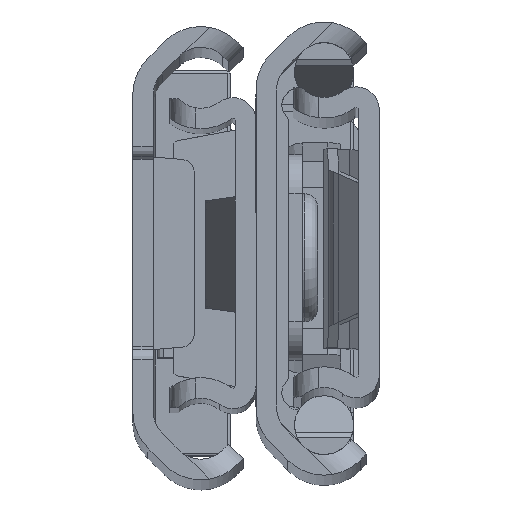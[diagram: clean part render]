
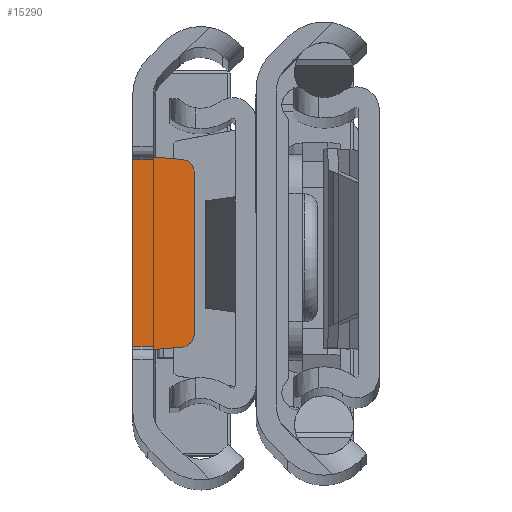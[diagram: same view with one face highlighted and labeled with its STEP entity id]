
A CAD part, top view. The second image highlights one B-rep face of the part: STEP entity #15290.
In plain terms, the highlighted planar face has unit normal (0, 0, 1).
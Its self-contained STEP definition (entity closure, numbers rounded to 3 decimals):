
#112 = AXIS2_PLACEMENT_3D ( 'NONE', #5869, #5766, #13728 ) ;
#411 = ORIENTED_EDGE ( 'NONE', *, *, #5612, .T. ) ;
#699 = LINE ( 'NONE', #19839, #19404 ) ;
#1615 = DIRECTION ( 'NONE',  ( 0., -1., 0. ) ) ;
#1655 = VERTEX_POINT ( 'NONE', #17255 ) ;
#1755 = DIRECTION ( 'NONE',  ( 0., 1., 0. ) ) ;
#1784 = DIRECTION ( 'NONE',  ( 0., -1., 0. ) ) ;
#2520 = CARTESIAN_POINT ( 'NONE',  ( 4.8, -7.23, -3.9 ) ) ;
#2825 = ORIENTED_EDGE ( 'NONE', *, *, #20465, .T. ) ;
#3314 = EDGE_CURVE ( 'NONE', #13589, #14941, #12390, .T. ) ;
#3813 = DIRECTION ( 'NONE',  ( -0.996, 0.084, 0. ) ) ;
#3965 = AXIS2_PLACEMENT_3D ( 'NONE', #15548, #15961, #1784 ) ;
#4886 = PLANE ( 'NONE',  #3965 ) ;
#5042 = VERTEX_POINT ( 'NONE', #7784 ) ;
#5612 = EDGE_CURVE ( 'NONE', #13857, #1655, #699, .T. ) ;
#5766 = DIRECTION ( 'NONE',  ( 0., 0., 1. ) ) ;
#5869 = CARTESIAN_POINT ( 'NONE',  ( 3.8, 6.311, -3.9 ) ) ;
#5932 = ORIENTED_EDGE ( 'NONE', *, *, #3314, .T. ) ;
#5938 = VECTOR ( 'NONE', #18606, 1000. ) ;
#6286 = CARTESIAN_POINT ( 'NONE',  ( 4.8, 6.311, -3.9 ) ) ;
#6405 = CIRCLE ( 'NONE', #112, 1. ) ;
#6410 = LINE ( 'NONE', #12710, #5938 ) ;
#7291 = LINE ( 'NONE', #2520, #17509 ) ;
#7666 = CARTESIAN_POINT ( 'NONE',  ( 8.601, -7.5, -3.9 ) ) ;
#7784 = CARTESIAN_POINT ( 'NONE',  ( 0., 7.5, -3.9 ) ) ;
#8016 = FACE_OUTER_BOUND ( 'NONE', #16797, .T. ) ;
#8341 = VERTEX_POINT ( 'NONE', #20414 ) ;
#8542 = CARTESIAN_POINT ( 'NONE',  ( 0., -7.5, -3.9 ) ) ;
#8696 = EDGE_CURVE ( 'NONE', #8341, #14914, #13856, .T. ) ;
#8911 = VECTOR ( 'NONE', #12419, 1000. ) ;
#9143 = DIRECTION ( 'NONE',  ( 0.996, 0.084, 0. ) ) ;
#9492 = CARTESIAN_POINT ( 'NONE',  ( 3.8, -6.311, -3.9 ) ) ;
#9631 = LINE ( 'NONE', #15924, #13103 ) ;
#9655 = CARTESIAN_POINT ( 'NONE',  ( 3.884, 7.307, -3.9 ) ) ;
#9992 = CARTESIAN_POINT ( 'NONE',  ( 3.884, -7.307, -3.9 ) ) ;
#10167 = ORIENTED_EDGE ( 'NONE', *, *, #11664, .T. ) ;
#11296 = ORIENTED_EDGE ( 'NONE', *, *, #16309, .F. ) ;
#11640 = CARTESIAN_POINT ( 'NONE',  ( 4.8, -6.311, -3.9 ) ) ;
#11664 = EDGE_CURVE ( 'NONE', #14941, #11907, #9631, .T. ) ;
#11705 = ORIENTED_EDGE ( 'NONE', *, *, #17405, .T. ) ;
#11907 = VERTEX_POINT ( 'NONE', #6286 ) ;
#12390 = CIRCLE ( 'NONE', #12722, 1. ) ;
#12419 = DIRECTION ( 'NONE',  ( -1., 0., 0. ) ) ;
#12710 = CARTESIAN_POINT ( 'NONE',  ( 0., 7.5, -3.9 ) ) ;
#12722 = AXIS2_PLACEMENT_3D ( 'NONE', #9492, #15787, #1615 ) ;
#13103 = VECTOR ( 'NONE', #1755, 1000. ) ;
#13280 = DIRECTION ( 'NONE',  ( -1., 0., 0. ) ) ;
#13589 = VERTEX_POINT ( 'NONE', #9992 ) ;
#13728 = DIRECTION ( 'NONE',  ( 0., -1., 0. ) ) ;
#13856 = LINE ( 'NONE', #7666, #8911 ) ;
#13857 = VERTEX_POINT ( 'NONE', #9655 ) ;
#14161 = VECTOR ( 'NONE', #13280, 1000. ) ;
#14825 = LINE ( 'NONE', #19787, #14161 ) ;
#14914 = VERTEX_POINT ( 'NONE', #8542 ) ;
#14941 = VERTEX_POINT ( 'NONE', #11640 ) ;
#15090 = EDGE_CURVE ( 'NONE', #8341, #13589, #7291, .T. ) ;
#15290 = ADVANCED_FACE ( 'NONE', ( #8016 ), #4886, .T. ) ;
#15548 = CARTESIAN_POINT ( 'NONE',  ( 8.601, 7.5, -3.9 ) ) ;
#15787 = DIRECTION ( 'NONE',  ( 0., 0., 1. ) ) ;
#15924 = CARTESIAN_POINT ( 'NONE',  ( 4.8, 7.23, -3.9 ) ) ;
#15961 = DIRECTION ( 'NONE',  ( 0., 0., 1. ) ) ;
#16309 = EDGE_CURVE ( 'NONE', #14914, #5042, #6410, .T. ) ;
#16570 = ORIENTED_EDGE ( 'NONE', *, *, #8696, .F. ) ;
#16797 = EDGE_LOOP ( 'NONE', ( #19188, #5932, #10167, #2825, #411, #11705, #11296, #16570 ) ) ;
#17255 = CARTESIAN_POINT ( 'NONE',  ( 1.6, 7.5, -3.9 ) ) ;
#17405 = EDGE_CURVE ( 'NONE', #1655, #5042, #14825, .T. ) ;
#17509 = VECTOR ( 'NONE', #9143, 1000. ) ;
#18606 = DIRECTION ( 'NONE',  ( 0., 1., 0. ) ) ;
#19188 = ORIENTED_EDGE ( 'NONE', *, *, #15090, .T. ) ;
#19404 = VECTOR ( 'NONE', #3813, 1000. ) ;
#19787 = CARTESIAN_POINT ( 'NONE',  ( 8.601, 7.5, -3.9 ) ) ;
#19839 = CARTESIAN_POINT ( 'NONE',  ( 1.6, 7.5, -3.9 ) ) ;
#20414 = CARTESIAN_POINT ( 'NONE',  ( 1.6, -7.5, -3.9 ) ) ;
#20465 = EDGE_CURVE ( 'NONE', #11907, #13857, #6405, .T. ) ;
